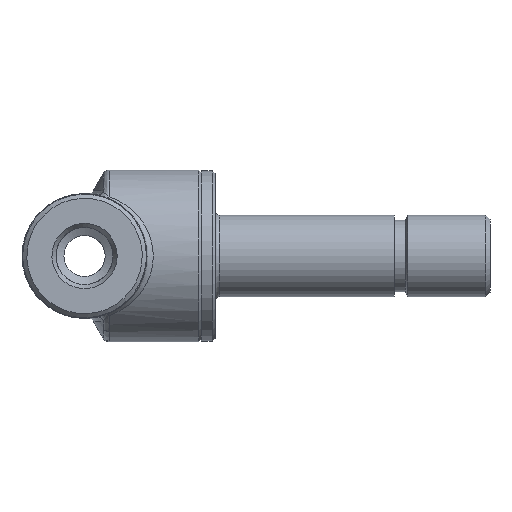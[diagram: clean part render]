
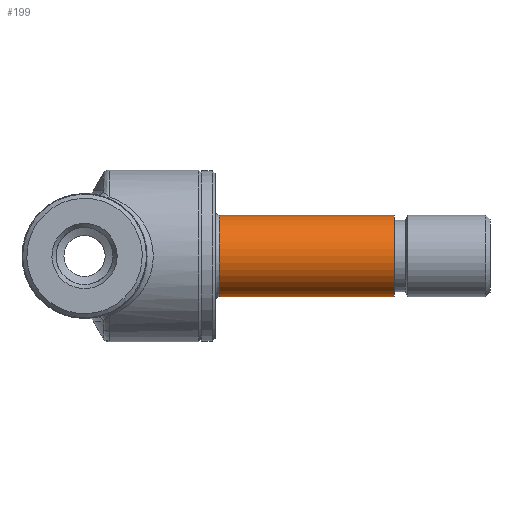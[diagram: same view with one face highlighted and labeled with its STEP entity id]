
A CAD part, left-side view. The second image highlights one B-rep face of the part: STEP entity #199.
In plain terms, the highlighted cylindrical face has radius 2.975 mm (diameter 5.95 mm), a full revolution.
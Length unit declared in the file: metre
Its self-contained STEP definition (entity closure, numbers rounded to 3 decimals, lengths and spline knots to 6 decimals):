
#199 = ADVANCED_FACE( 'NONE', ( #438, #439 ), #440, .T. );
#438 = FACE_OUTER_BOUND( '', #1029, .T. );
#439 = FACE_OUTER_BOUND( '', #1030, .T. );
#440 = CYLINDRICAL_SURFACE( '', #1031, 0.002975 );
#1029 = EDGE_LOOP( '', ( #1400 ) );
#1030 = EDGE_LOOP( '', ( #1401 ) );
#1031 = AXIS2_PLACEMENT_3D( '', #1402, #1403, #1404 );
#1400 = ORIENTED_EDGE( '', *, *, #1533, .F. );
#1401 = ORIENTED_EDGE( '', *, *, #1419, .T. );
#1402 = CARTESIAN_POINT( '', ( 0., -0.0295, 0. ) );
#1403 = DIRECTION( '', ( 0., 1., 0. ) );
#1404 = DIRECTION( '', ( 0.348, 0., 0.938 ) );
#1419 = EDGE_CURVE( 'NONE', #1567, #1567, #1568, .T. );
#1533 = EDGE_CURVE( 'NONE', #1735, #1735, #1736, .T. );
#1567 = VERTEX_POINT( '', #1772 );
#1568 = CIRCLE( '', #1773, 0.002975 );
#1735 = VERTEX_POINT( '', #2195 );
#1736 = CIRCLE( '', #2196, 0.002975 );
#1772 = CARTESIAN_POINT( '', ( 0.001035, -0.0098, 0.002789 ) );
#1773 = AXIS2_PLACEMENT_3D( '', #2250, #2251, #2252 );
#2195 = CARTESIAN_POINT( '', ( 0.001035, -0.022525, 0.002789 ) );
#2196 = AXIS2_PLACEMENT_3D( '', #2390, #2391, #2392 );
#2250 = CARTESIAN_POINT( '', ( 0., -0.0098, 0. ) );
#2251 = DIRECTION( '', ( 0., -1., 0. ) );
#2252 = DIRECTION( '', ( 0.348, 0., 0.938 ) );
#2390 = CARTESIAN_POINT( '', ( 0., -0.022525, 0. ) );
#2391 = DIRECTION( '', ( 0., -1., 0. ) );
#2392 = DIRECTION( '', ( 0.348, 0., 0.938 ) );
